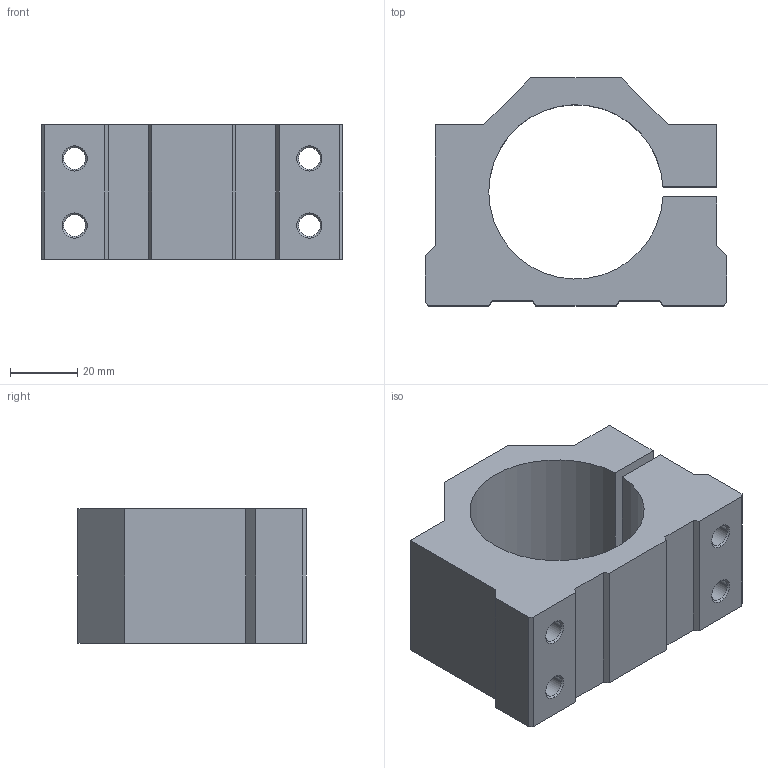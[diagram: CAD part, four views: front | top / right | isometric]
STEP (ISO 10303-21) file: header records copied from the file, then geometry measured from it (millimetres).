
FILE_DESCRIPTION (( 'STEP AP214' ), '1' );
FILE_NAME ('Spindel Clamp 52mm .STEP', '2022-07-14T18:03:25', ( '' ), ( '' ), 'SwSTEP 2.0', 'SolidWorks 2022', '' );
FILE_SCHEMA (( 'AUTOMOTIVE_DESIGN' ));
Length unit declared in the file: millimetre
Products named in the file (1): Spindel Clamp 52mm 
Bounding box: 90 x 68 x 40 mm (x, y, z)
Volume: 112910.4 mm3; surface area: 29364.8 mm2
Topology: 1 solids, 1 shells, 49 faces, 141 edges, 94 vertices
Faces by surface type: plane 27, cylinder 14, cone 8
Entity records: 1677 total; most frequent: DIRECTION 285, CARTESIAN_POINT 285, ORIENTED_EDGE 282, EDGE_CURVE 141, VECTOR 97, LINE 97, AXIS2_PLACEMENT_3D 94, VERTEX_POINT 94
